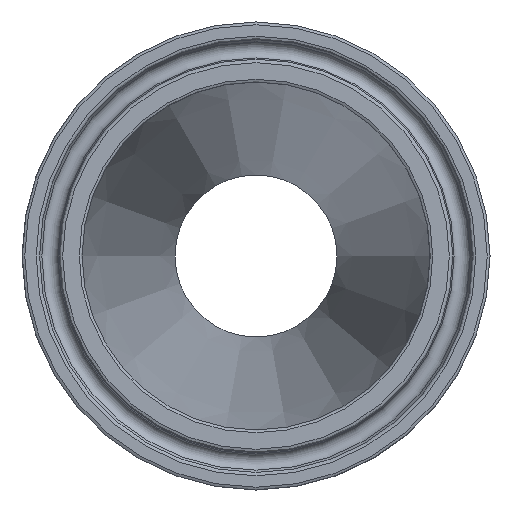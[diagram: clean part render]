
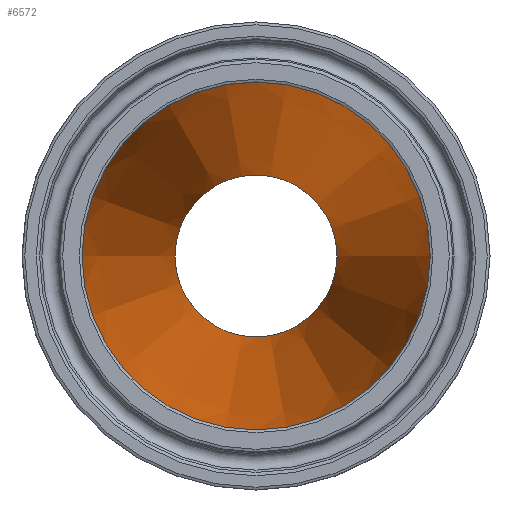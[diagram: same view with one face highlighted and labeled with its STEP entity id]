
A CAD part, left-side view. The second image highlights one B-rep face of the part: STEP entity #6572.
In plain terms, the highlighted conical face has half-angle 7.125 degrees and reference radius 17.399 mm.
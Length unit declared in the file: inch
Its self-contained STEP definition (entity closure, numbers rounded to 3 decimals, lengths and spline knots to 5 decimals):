
#120=FACE_BOUND('',#1221,.T.);
#801=FACE_OUTER_BOUND('',#1220,.T.);
#1220=EDGE_LOOP('',(#6123));
#1221=EDGE_LOOP('',(#6124));
#2590=CIRCLE('',#6949,0.435);
#2593=CIRCLE('',#6955,0.935);
#3240=VERTEX_POINT('',#14468);
#3243=VERTEX_POINT('',#14477);
#4203=EDGE_CURVE('',#3240,#3240,#2590,.T.);
#4206=EDGE_CURVE('',#3243,#3243,#2593,.T.);
#6123=ORIENTED_EDGE('',*,*,#4206,.F.);
#6124=ORIENTED_EDGE('',*,*,#4203,.T.);
#6166=CONICAL_SURFACE('',#6954,0.685,7.125);
#6572=ADVANCED_FACE('',(#801,#120),#6166,.F.);
#6949=AXIS2_PLACEMENT_3D('',#14469,#8146,#8147);
#6954=AXIS2_PLACEMENT_3D('',#14476,#8156,#8157);
#6955=AXIS2_PLACEMENT_3D('',#14478,#8158,#8159);
#8146=DIRECTION('center_axis',(1.,0.,0.));
#8147=DIRECTION('ref_axis',(0.,-1.,0.));
#8156=DIRECTION('center_axis',(-1.,0.,0.));
#8157=DIRECTION('ref_axis',(0.,-1.,0.));
#8158=DIRECTION('center_axis',(1.,0.,0.));
#8159=DIRECTION('ref_axis',(0.,-1.,0.));
#14468=CARTESIAN_POINT('',(4.5,-0.435,0.));
#14469=CARTESIAN_POINT('Origin',(4.5,0.,0.));
#14476=CARTESIAN_POINT('Origin',(2.5,0.,0.));
#14477=CARTESIAN_POINT('',(0.5,-0.935,0.));
#14478=CARTESIAN_POINT('Origin',(0.5,0.,0.));
